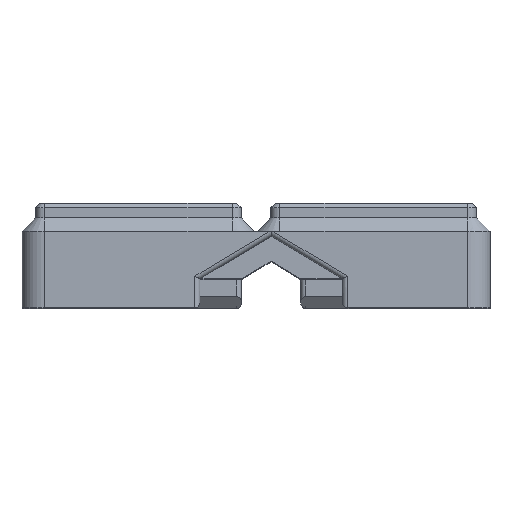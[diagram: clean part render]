
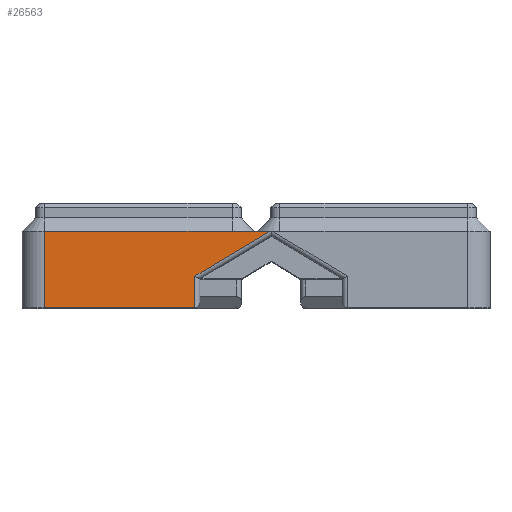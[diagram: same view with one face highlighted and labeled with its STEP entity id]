
A CAD part, top view. The second image highlights one B-rep face of the part: STEP entity #26563.
In plain terms, the highlighted planar face has unit normal (0, 0, 1).
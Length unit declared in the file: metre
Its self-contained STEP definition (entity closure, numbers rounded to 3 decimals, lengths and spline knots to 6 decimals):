
#4679=ORIENTED_EDGE('',*,*,#10593,.F.);
#4680=ORIENTED_EDGE('',*,*,#10594,.T.);
#4681=ORIENTED_EDGE('',*,*,#10595,.T.);
#4682=ORIENTED_EDGE('',*,*,#10596,.F.);
#4683=ORIENTED_EDGE('',*,*,#10597,.T.);
#4684=ORIENTED_EDGE('',*,*,#10598,.T.);
#10593=EDGE_CURVE('',#13814,#13815,#16306,.T.);
#10594=EDGE_CURVE('',#13814,#13816,#16307,.F.);
#10595=EDGE_CURVE('',#13816,#13817,#16308,.F.);
#10596=EDGE_CURVE('',#13818,#13817,#16309,.T.);
#10597=EDGE_CURVE('',#13818,#13819,#16310,.T.);
#10598=EDGE_CURVE('',#13819,#13815,#16311,.F.);
#13814=VERTEX_POINT('',#47359);
#13815=VERTEX_POINT('',#47360);
#13816=VERTEX_POINT('',#47362);
#13817=VERTEX_POINT('',#47364);
#13818=VERTEX_POINT('',#47366);
#13819=VERTEX_POINT('',#47368);
#16306=LINE('',#47358,#19179);
#16307=LINE('',#47361,#19180);
#16308=LINE('',#47363,#19181);
#16309=LINE('',#47365,#19182);
#16310=LINE('',#47367,#19183);
#16311=LINE('',#47369,#19184);
#19179=VECTOR('',#38254,1.);
#19180=VECTOR('',#38255,1.);
#19181=VECTOR('',#38256,1.);
#19182=VECTOR('',#38257,1.);
#19183=VECTOR('',#38258,1.);
#19184=VECTOR('',#38259,1.);
#21536=EDGE_LOOP('',(#4679,#4680,#4681,#4682,#4683,#4684));
#23051=FACE_BOUND('',#21536,.T.);
#24318=PLANE('',#34954);
#26563=ADVANCED_FACE('',(#23051),#24318,.T.);
#34954=AXIS2_PLACEMENT_3D('',#47357,#38252,#38253);
#38252=DIRECTION('',(0.,0.,1.));
#38253=DIRECTION('',(0.,-1.,0.));
#38254=DIRECTION('',(-1.,0.,0.));
#38255=DIRECTION('',(0.,-1.,0.));
#38256=DIRECTION('',(-0.857,-0.514,0.));
#38257=DIRECTION('',(1.,0.,0.));
#38258=DIRECTION('',(-1.,0.,0.));
#38259=DIRECTION('',(0.,1.,0.));
#47357=CARTESIAN_POINT('',(0.,-0.007,0.06275));
#47358=CARTESIAN_POINT('',(0.05875,-0.01865,0.06275));
#47359=CARTESIAN_POINT('',(0.010111,-0.01865,0.06275));
#47360=CARTESIAN_POINT('',(-0.01675,-0.01865,0.06275));
#47361=CARTESIAN_POINT('',(0.010111,-0.013484,0.06275));
#47362=CARTESIAN_POINT('',(0.010111,-0.012981,0.06275));
#47363=CARTESIAN_POINT('',(0.023243,-0.005102,0.06275));
#47364=CARTESIAN_POINT('',(0.023406,-0.005004,0.06275));
#47365=CARTESIAN_POINT('',(0.021,-0.005004,0.06275));
#47366=CARTESIAN_POINT('',(0.01675,-0.005004,0.06275));
#47367=CARTESIAN_POINT('',(0.01675,-0.005004,0.06275));
#47368=CARTESIAN_POINT('',(-0.01675,-0.005004,0.06275));
#47369=CARTESIAN_POINT('',(-0.01675,-0.007,0.06275));
